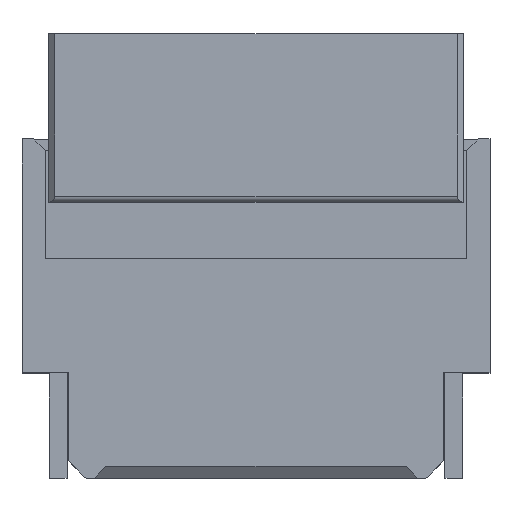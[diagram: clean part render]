
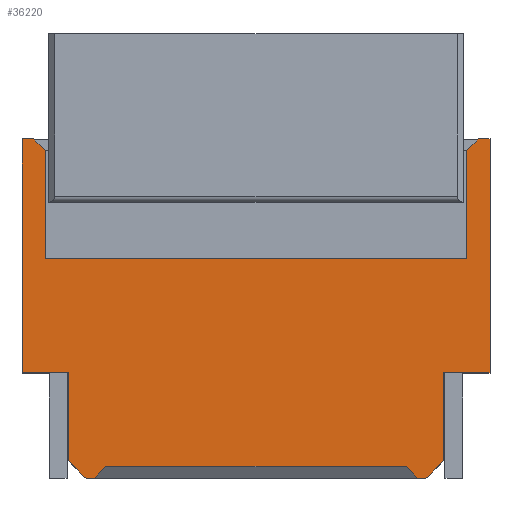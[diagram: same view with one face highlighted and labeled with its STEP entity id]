
A CAD part, top view. The second image highlights one B-rep face of the part: STEP entity #36220.
In plain terms, the highlighted planar face has unit normal (0, 0, 1).
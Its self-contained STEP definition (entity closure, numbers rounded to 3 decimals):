
#5760=CARTESIAN_POINT('',(-1.603,-1.,1.));
#5770=VERTEX_POINT('',#5760);
#5940=CARTESIAN_POINT('',(-2.,-1.,1.));
#5950=VERTEX_POINT('',#5940);
#5980=CARTESIAN_POINT('',(15.,-1.,1.));
#5990=DIRECTION('',(1.,0.,0.));
#6000=VECTOR('',#5990,1.);
#6010=LINE('',#5980,#6000);
#6020=EDGE_CURVE('',#5950,#5770,#6010,.T.);
#6130=CARTESIAN_POINT('',(-1.603,0.695,1.));
#6140=DIRECTION('',(0.,1.,0.));
#6150=VECTOR('',#6140,1.);
#6160=LINE('',#6130,#6150);
#6170=CARTESIAN_POINT('',(-1.603,-1.75,1.));
#6180=VERTEX_POINT('',#6170);
#6190=EDGE_CURVE('',#6180,#5770,#6160,.T.);
#7460=CARTESIAN_POINT('',(-1.385,-1.9,1.));
#7470=VERTEX_POINT('',#7460);
#7500=CARTESIAN_POINT('',(1.21,0.695,
1.));
#7510=DIRECTION('',(0.707,0.707,
0.));
#7520=VECTOR('',#7510,1.);
#7530=LINE('',#7500,#7520);
#7540=CARTESIAN_POINT('',(-1.285,-1.8,1.));
#7550=VERTEX_POINT('',#7540);
#7560=EDGE_CURVE('',#7470,#7550,#7530,.T.);
#14940=CARTESIAN_POINT('',(1.285,-1.8,1.));
#14950=VERTEX_POINT('',#14940);
#15050=CARTESIAN_POINT('',(4.,-1.8,1.));
#15060=DIRECTION('',(1.,0.,0.));
#15070=VECTOR('',#15060,1.);
#15080=LINE('',#15050,#15070);
#15090=EDGE_CURVE('',#7550,#14950,#15080,.T.);
#16170=CARTESIAN_POINT('',(-1.453,-1.9,1.));
#16180=VERTEX_POINT('',#16170);
#16240=CARTESIAN_POINT('',(-4.047,0.695,1.));
#16250=DIRECTION('',(0.707,-0.707,
0.));
#16260=VECTOR('',#16250,1.);
#16270=LINE('',#16240,#16260);
#16280=EDGE_CURVE('',#6180,#16180,#16270,.T.);
#26090=CARTESIAN_POINT('',(1.385,-1.9,1.));
#26100=VERTEX_POINT('',#26090);
#26130=CARTESIAN_POINT('',(2.5,-1.9,1.));
#26140=DIRECTION('',(1.,0.,0.));
#26150=VECTOR('',#26140,1.);
#26160=LINE('',#26130,#26150);
#26170=CARTESIAN_POINT('',(1.453,-1.9,1.));
#26180=VERTEX_POINT('',#26170);
#26190=EDGE_CURVE('',#26100,#26180,#26160,.T.);
#26520=CARTESIAN_POINT('',(-2.5,-1.9,1.));
#26530=DIRECTION('',(-1.,0.,0.));
#26540=VECTOR('',#26530,1.);
#26550=LINE('',#26520,#26540);
#26560=EDGE_CURVE('',#7470,#16180,#26550,.T.);
#26720=CARTESIAN_POINT('',(-1.9,1.,1.));
#26730=VERTEX_POINT('',#26720);
#26890=CARTESIAN_POINT('',(-1.8,0.9,1.));
#26900=VERTEX_POINT('',#26890);
#26930=CARTESIAN_POINT('',(15.,-15.9,1.));
#26940=DIRECTION('',(-0.707,0.707,0.));
#26950=VECTOR('',#26940,1.);
#26960=LINE('',#26930,#26950);
#26970=EDGE_CURVE('',#26900,#26730,#26960,.T.);
#27190=CARTESIAN_POINT('',(-1.8,-0.02,1.));
#27200=VERTEX_POINT('',#27190);
#27230=CARTESIAN_POINT('',(-1.8,0.695,1.));
#27240=DIRECTION('',(0.,1.,0.));
#27250=VECTOR('',#27240,1.);
#27260=LINE('',#27230,#27250);
#27270=EDGE_CURVE('',#27200,#26900,#27260,.T.);
#27540=CARTESIAN_POINT('',(15.,1.,1.));
#27550=DIRECTION('',(-1.,0.,0.));
#27560=VECTOR('',#27550,1.);
#27570=LINE('',#27540,#27560);
#27580=CARTESIAN_POINT('',(-2.,1.,1.));
#27590=VERTEX_POINT('',#27580);
#27600=EDGE_CURVE('',#26730,#27590,#27570,.T.);
#31520=CARTESIAN_POINT('',(-2.,0.695,1.));
#31530=DIRECTION('',(0.,1.,0.));
#31540=VECTOR('',#31530,1.);
#31550=LINE('',#31520,#31540);
#31560=EDGE_CURVE('',#5950,#27590,#31550,.T.);
#32830=CARTESIAN_POINT('',(-1.21,0.695,
1.));
#32840=DIRECTION('',(-0.707,0.707,
0.));
#32850=VECTOR('',#32840,1.);
#32860=LINE('',#32830,#32850);
#32870=EDGE_CURVE('',#26100,#14950,#32860,.T.);
#35410=CARTESIAN_POINT('',(-43.177,-1.494,
1.));
#35420=DIRECTION('',(0.,0.,1.));
#35430=DIRECTION('',(0.,-1.,0.));
#35440=AXIS2_PLACEMENT_3D('',#35410,#35420,#35430);
#35450=PLANE('',#35440);
#35460=CARTESIAN_POINT('',(1.8,0.695,1.));
#35470=DIRECTION('',(0.,1.,0.));
#35480=VECTOR('',#35470,1.);
#35490=LINE('',#35460,#35480);
#35500=CARTESIAN_POINT('',(1.8,-0.02,1.));
#35510=VERTEX_POINT('',#35500);
#35520=CARTESIAN_POINT('',(1.8,0.9,1.));
#35530=VERTEX_POINT('',#35520);
#35540=EDGE_CURVE('',#35510,#35530,#35490,.T.);
#35550=ORIENTED_EDGE('',*,*,#35540,.F.);
#35560=CARTESIAN_POINT('',(-15.,-15.9,1.));
#35570=DIRECTION('',(0.707,0.707,
0.));
#35580=VECTOR('',#35570,1.);
#35590=LINE('',#35560,#35580);
#35600=CARTESIAN_POINT('',(1.9,1.,1.));
#35610=VERTEX_POINT('',#35600);
#35620=EDGE_CURVE('',#35530,#35610,#35590,.T.);
#35630=ORIENTED_EDGE('',*,*,#35620,.F.);
#35640=CARTESIAN_POINT('',(-15.,1.,1.));
#35650=DIRECTION('',(1.,0.,0.));
#35660=VECTOR('',#35650,1.);
#35670=LINE('',#35640,#35660);
#35680=CARTESIAN_POINT('',(2.,1.,1.));
#35690=VERTEX_POINT('',#35680);
#35700=EDGE_CURVE('',#35610,#35690,#35670,.T.);
#35710=ORIENTED_EDGE('',*,*,#35700,.F.);
#35720=CARTESIAN_POINT('',(2.,0.695,1.));
#35730=DIRECTION('',(0.,1.,0.));
#35740=VECTOR('',#35730,1.);
#35750=LINE('',#35720,#35740);
#35760=CARTESIAN_POINT('',(2.,-1.,1.));
#35770=VERTEX_POINT('',#35760);
#35780=EDGE_CURVE('',#35770,#35690,#35750,.T.);
#35790=ORIENTED_EDGE('',*,*,#35780,.T.);
#35800=CARTESIAN_POINT('',(-15.,-1.,1.));
#35810=DIRECTION('',(-1.,0.,0.));
#35820=VECTOR('',#35810,1.);
#35830=LINE('',#35800,#35820);
#35840=CARTESIAN_POINT('',(1.603,-1.,1.));
#35850=VERTEX_POINT('',#35840);
#35860=EDGE_CURVE('',#35770,#35850,#35830,.T.);
#35870=ORIENTED_EDGE('',*,*,#35860,.F.);
#35880=CARTESIAN_POINT('',(1.603,0.695,1.));
#35890=DIRECTION('',(0.,1.,0.));
#35900=VECTOR('',#35890,1.);
#35910=LINE('',#35880,#35900);
#35920=CARTESIAN_POINT('',(1.603,-1.75,1.));
#35930=VERTEX_POINT('',#35920);
#35940=EDGE_CURVE('',#35930,#35850,#35910,.T.);
#35950=ORIENTED_EDGE('',*,*,#35940,.T.);
#35960=CARTESIAN_POINT('',(4.047,0.695,
1.));
#35970=DIRECTION('',(-0.707,-0.707,
0.));
#35980=VECTOR('',#35970,1.);
#35990=LINE('',#35960,#35980);
#36000=EDGE_CURVE('',#35930,#26180,#35990,.T.);
#36010=ORIENTED_EDGE('',*,*,#36000,.F.);
#36020=ORIENTED_EDGE('',*,*,#26190,.T.);
#36030=ORIENTED_EDGE('',*,*,#32870,.F.);
#36040=ORIENTED_EDGE('',*,*,#15090,.T.);
#36050=ORIENTED_EDGE('',*,*,#7560,.T.);
#36060=ORIENTED_EDGE('',*,*,#26560,.F.);
#36070=ORIENTED_EDGE('',*,*,#16280,.T.);
#36080=ORIENTED_EDGE('',*,*,#6190,.F.);
#36090=ORIENTED_EDGE('',*,*,#6020,.T.);
#36100=ORIENTED_EDGE('',*,*,#31560,.F.);
#36110=ORIENTED_EDGE('',*,*,#27600,.T.);
#36120=ORIENTED_EDGE('',*,*,#26970,.T.);
#36130=ORIENTED_EDGE('',*,*,#27270,.T.);
#36140=CARTESIAN_POINT('',(3.,-0.02,1.));
#36150=DIRECTION('',(1.,0.,0.));
#36160=VECTOR('',#36150,1.);
#36170=LINE('',#36140,#36160);
#36180=EDGE_CURVE('',#27200,#35510,#36170,.T.);
#36190=ORIENTED_EDGE('',*,*,#36180,.F.);
#36200=EDGE_LOOP('',(#36190,#36130,#36120,#36110,#36100,#36090,#36080,
#36070,#36060,#36050,#36040,#36030,#36020,#36010,#35950,#35870,#35790,
#35710,#35630,#35550));
#36210=FACE_OUTER_BOUND('',#36200,.T.);
#36220=ADVANCED_FACE('',(#36210),#35450,.T.);
